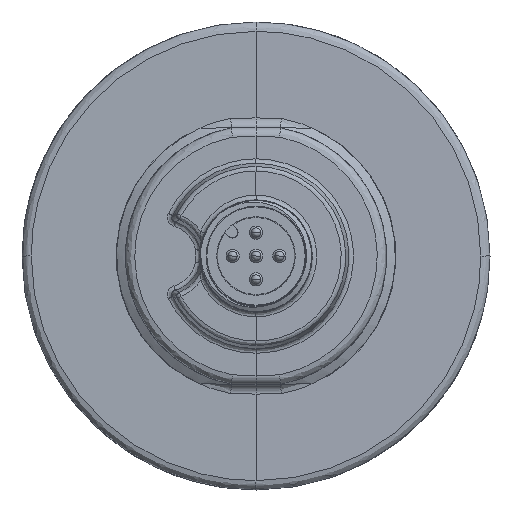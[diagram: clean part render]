
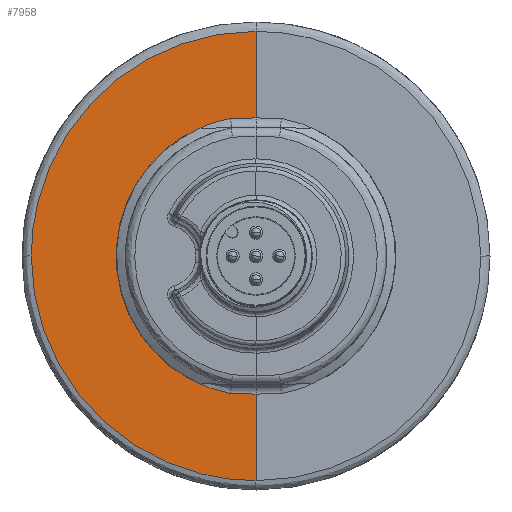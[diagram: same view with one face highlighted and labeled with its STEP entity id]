
A CAD part, front view. The second image highlights one B-rep face of the part: STEP entity #7958.
In plain terms, the highlighted planar face has unit normal (-0.009, -1, 0).
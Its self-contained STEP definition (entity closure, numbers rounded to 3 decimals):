
#130=DIRECTION('',(-1.,0.009,-0.017));
#131=VECTOR('',#130,2.712);
#132=CARTESIAN_POINT('',(25.,29.,-10.25));
#133=LINE('',#132,#131);
#134=DIRECTION('',(1.,-0.009,-0.017));
#135=VECTOR('',#134,2.712);
#136=CARTESIAN_POINT('',(22.288,29.024,-39.703));
#137=LINE('',#136,#135);
#138=CARTESIAN_POINT('',(0.991,29.21,-25.));
#139=CARTESIAN_POINT('',(0.991,29.21,-25.74));
#140=CARTESIAN_POINT('',(1.059,29.209,-27.213));
#141=CARTESIAN_POINT('',(1.366,29.206,-29.414));
#142=CARTESIAN_POINT('',(1.874,29.202,-31.576));
#143=CARTESIAN_POINT('',(2.58,29.196,-33.682));
#144=CARTESIAN_POINT('',(3.477,29.188,-35.713));
#145=CARTESIAN_POINT('',(4.558,29.178,-37.653));
#146=CARTESIAN_POINT('',(5.813,29.167,-39.486));
#147=CARTESIAN_POINT('',(7.232,29.155,-41.194));
#148=CARTESIAN_POINT('',(8.802,29.141,-42.764));
#149=CARTESIAN_POINT('',(10.511,29.126,-44.182));
#150=CARTESIAN_POINT('',(12.344,29.11,-45.437));
#151=CARTESIAN_POINT('',(14.284,29.094,-46.517));
#152=CARTESIAN_POINT('',(16.316,29.076,-47.414));
#153=CARTESIAN_POINT('',(18.422,29.057,-48.119));
#154=CARTESIAN_POINT('',(20.584,29.039,-48.627));
#155=CARTESIAN_POINT('',(22.786,29.019,-48.933));
#156=CARTESIAN_POINT('',(24.26,29.006,-49.));
#157=CARTESIAN_POINT('',(25.,29.,-49.));
#159=CARTESIAN_POINT('',(25.,29.,-1.));
#160=CARTESIAN_POINT('',(24.259,29.006,-1.));
#161=CARTESIAN_POINT('',(22.785,29.019,-1.067));
#162=CARTESIAN_POINT('',(20.583,29.039,-1.373));
#163=CARTESIAN_POINT('',(18.421,29.057,-1.881));
#164=CARTESIAN_POINT('',(16.315,29.076,-2.586));
#165=CARTESIAN_POINT('',(14.283,29.094,-3.483));
#166=CARTESIAN_POINT('',(12.343,29.11,-4.563));
#167=CARTESIAN_POINT('',(10.51,29.126,-5.818));
#168=CARTESIAN_POINT('',(8.802,29.141,-7.237));
#169=CARTESIAN_POINT('',(7.231,29.155,-8.807));
#170=CARTESIAN_POINT('',(5.812,29.167,-10.515));
#171=CARTESIAN_POINT('',(4.557,29.178,-12.348));
#172=CARTESIAN_POINT('',(3.476,29.188,-14.288));
#173=CARTESIAN_POINT('',(2.579,29.196,-16.32));
#174=CARTESIAN_POINT('',(1.874,29.202,-18.426));
#175=CARTESIAN_POINT('',(1.366,29.206,-20.587));
#176=CARTESIAN_POINT('',(1.059,29.209,-22.788));
#177=CARTESIAN_POINT('',(0.991,29.21,-24.261));
#178=CARTESIAN_POINT('',(0.991,29.21,-25.));
#256=DIRECTION('',(0.,0.,-1.));
#257=VECTOR('',#256,9.25);
#258=CARTESIAN_POINT('',(25.,29.,-1.));
#259=LINE('',#258,#257);
#279=CARTESIAN_POINT('',(25.,29.,-1.));
#281=CARTESIAN_POINT('',(25.,29.,-49.));
#302=DIRECTION('',(0.,0.,-1.));
#303=VECTOR('',#302,9.25);
#304=CARTESIAN_POINT('',(25.,29.,-39.75));
#305=LINE('',#304,#303);
#5842=CARTESIAN_POINT('',(22.288,29.024,-39.703));
#5843=CARTESIAN_POINT('',(21.767,29.028,-39.606));
#5844=CARTESIAN_POINT('',(20.74,29.037,-39.359));
#5845=CARTESIAN_POINT('',(19.232,29.05,-38.822));
#5846=CARTESIAN_POINT('',(17.79,29.063,-38.127));
#5847=CARTESIAN_POINT('',(16.433,29.075,-37.283));
#5848=CARTESIAN_POINT('',(15.172,29.086,-36.299));
#5849=CARTESIAN_POINT('',(14.024,29.096,-35.186));
#5850=CARTESIAN_POINT('',(13.,29.105,-33.957));
#5851=CARTESIAN_POINT('',(12.114,29.112,-32.625));
#5852=CARTESIAN_POINT('',(11.375,29.119,-31.207));
#5853=CARTESIAN_POINT('',(10.791,29.124,-29.718));
#5854=CARTESIAN_POINT('',(10.369,29.128,-28.176));
#5855=CARTESIAN_POINT('',(10.113,29.13,-26.597));
#5856=CARTESIAN_POINT('',(10.028,29.131,-25.));
#5857=CARTESIAN_POINT('',(10.113,29.13,-23.403));
#5858=CARTESIAN_POINT('',(10.369,29.128,-21.824));
#5859=CARTESIAN_POINT('',(10.791,29.124,-20.281));
#5860=CARTESIAN_POINT('',(11.375,29.119,-18.793));
#5861=CARTESIAN_POINT('',(12.114,29.112,-17.374));
#5862=CARTESIAN_POINT('',(13.,29.105,-16.043));
#5863=CARTESIAN_POINT('',(14.024,29.096,-14.814));
#5864=CARTESIAN_POINT('',(15.172,29.086,-13.701));
#5865=CARTESIAN_POINT('',(16.433,29.075,-12.717));
#5866=CARTESIAN_POINT('',(17.79,29.063,-11.873));
#5867=CARTESIAN_POINT('',(19.232,29.05,-11.178));
#5868=CARTESIAN_POINT('',(20.74,29.037,-10.641));
#5869=CARTESIAN_POINT('',(21.767,29.028,-10.394));
#5870=CARTESIAN_POINT('',(22.288,29.024,-10.297));
#7486=CARTESIAN_POINT('',(25.,29.,-39.75));
#7488=VERTEX_POINT('',#7486);
#7491=CARTESIAN_POINT('',(25.,29.,-10.25));
#7493=VERTEX_POINT('',#7491);
#7563=VERTEX_POINT('',#281);
#7568=VERTEX_POINT('',#279);
#7570=VERTEX_POINT('',#138);
#7571=CARTESIAN_POINT('',(22.288,29.024,-10.297));
#7572=VERTEX_POINT('',#7571);
#7573=CARTESIAN_POINT('',(22.288,29.024,-39.703));
#7574=VERTEX_POINT('',#7573);
#7939=CARTESIAN_POINT('',(25.,29.,0.));
#7940=DIRECTION('',(-0.009,-1.,0.));
#7941=DIRECTION('',(0.,0.,-1.));
#7942=AXIS2_PLACEMENT_3D('',#7939,#7940,#7941);
#7943=PLANE('',#7942);
#7945=ORIENTED_EDGE('',*,*,#7944,.T.);
#7947=ORIENTED_EDGE('',*,*,#7946,.F.);
#7949=ORIENTED_EDGE('',*,*,#7948,.T.);
#7951=ORIENTED_EDGE('',*,*,#7950,.T.);
#7952=ORIENTED_EDGE('',*,*,#7826,.F.);
#7953=ORIENTED_EDGE('',*,*,#7930,.F.);
#7955=ORIENTED_EDGE('',*,*,#7954,.T.);
#7956=EDGE_LOOP('',(#7945,#7947,#7949,#7951,#7952,#7953,#7955));
#7957=FACE_OUTER_BOUND('',#7956,.F.);
#7958=ADVANCED_FACE('',(#7957),#7943,.T.);
#158=B_SPLINE_CURVE_WITH_KNOTS('',3,(#138,#139,#140,#141,#142,#143,#144,#145,
#146,#147,#148,#149,#150,#151,#152,#153,#154,#155,#156,#157),.UNSPECIFIED.,.F.,
.F.,(4,1,1,1,1,1,1,1,1,1,1,1,1,1,1,1,1,4),(0.,0.059,
0.118,0.176,0.235,0.294,
0.353,0.412,0.471,0.529,
0.588,0.647,0.706,0.765,
0.824,0.882,0.941,1.),.UNSPECIFIED.);
#179=B_SPLINE_CURVE_WITH_KNOTS('',3,(#159,#160,#161,#162,#163,#164,#165,#166,
#167,#168,#169,#170,#171,#172,#173,#174,#175,#176,#177,#178),.UNSPECIFIED.,.F.,
.F.,(4,1,1,1,1,1,1,1,1,1,1,1,1,1,1,1,1,4),(0.,0.059,
0.118,0.176,0.235,0.294,
0.353,0.412,0.471,0.529,
0.588,0.647,0.706,0.765,
0.824,0.882,0.941,1.),.UNSPECIFIED.);
#5871=B_SPLINE_CURVE_WITH_KNOTS('',3,(#5842,#5843,#5844,#5845,#5846,#5847,#5848,
#5849,#5850,#5851,#5852,#5853,#5854,#5855,#5856,#5857,#5858,#5859,#5860,#5861,
#5862,#5863,#5864,#5865,#5866,#5867,#5868,#5869,#5870),.UNSPECIFIED.,.F.,.F.,(4,
1,1,1,1,1,1,1,1,1,1,1,1,1,1,1,1,1,1,1,1,1,1,1,1,1,4),(0.,0.038,
0.077,0.115,0.154,0.192,
0.231,0.269,0.308,0.346,
0.385,0.423,0.462,0.5,0.538,
0.577,0.615,0.654,0.692,
0.731,0.769,0.808,0.846,
0.885,0.923,0.962,1.),.UNSPECIFIED.);
#7826=EDGE_CURVE('',#7570,#7563,#158,.T.);
#7930=EDGE_CURVE('',#7568,#7570,#179,.T.);
#7944=EDGE_CURVE('',#7493,#7572,#133,.T.);
#7946=EDGE_CURVE('',#7574,#7572,#5871,.T.);
#7948=EDGE_CURVE('',#7574,#7488,#137,.T.);
#7950=EDGE_CURVE('',#7488,#7563,#305,.T.);
#7954=EDGE_CURVE('',#7568,#7493,#259,.T.);
